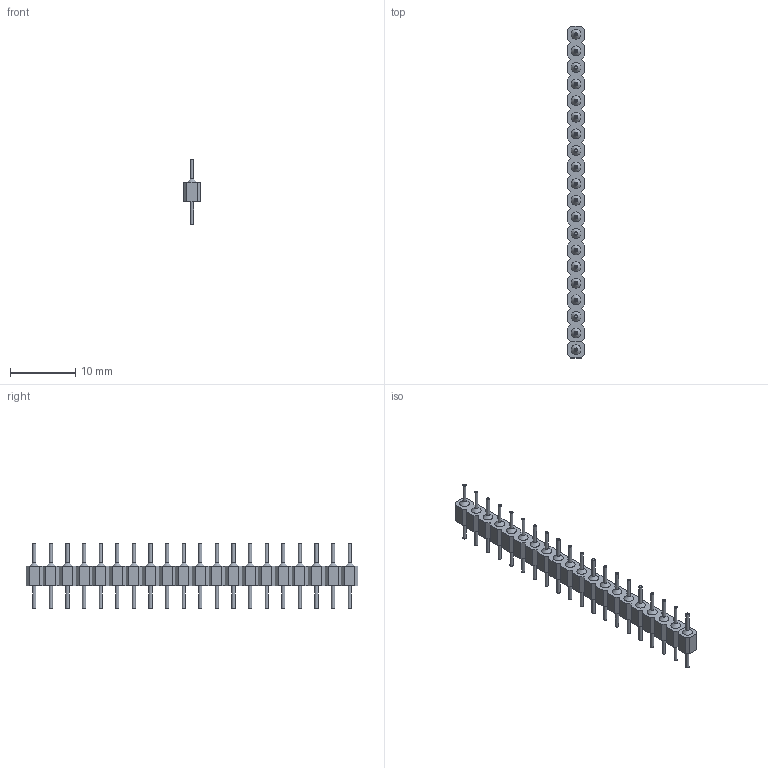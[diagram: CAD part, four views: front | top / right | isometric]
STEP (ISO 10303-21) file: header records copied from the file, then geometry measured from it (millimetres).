
FILE_DESCRIPTION(('FreeCAD Model'),'2;1');
FILE_NAME('Open CASCADE Shape Model','2022-03-15T22:11:48',(''),(''), 'Open CASCADE STEP processor 7.5','FreeCAD','Unknown');
FILE_SCHEMA(('AP242_MANAGED_MODEL_BASED_3D_ENGINEERING_MIM_LF. {1 0 10303 442 1 1 4 }'));
Length unit declared in the file: millimetre
Products named in the file (9): pin; PinBody; SketchPin; Revolution; PinPlastic; SketchPlastic; Pad; LinearPattern001; PinArray
Assembly tree (28 placements, depth 3):
  pin
    PinBody
    SketchPin
    Revolution
    PinPlastic
    SketchPlastic
    Pad
    LinearPattern001
    PinArray
      PinBody  x20
Bounding box: 2.54 x 50.8 x 10 mm (x, y, z)
Volume: 669.9 mm3; surface area: 2302.6 mm2
Topology: 25 solids, 25 shells, 497 faces, 1206 edges, 799 vertices
Faces by surface type: plane 324, cylinder 107, cone 66
Full cylindrical faces by diameter (mm): 0.5 x44, 1.5 x63
Entity records: 22818 total; most frequent: CARTESIAN_POINT 3966, DIRECTION 3491, LINE 2551, VECTOR 2551, ORIENTED_EDGE 1814, PCURVE 1814, DEFINITIONAL_REPRESENTATION 1814, EDGE_CURVE 907
